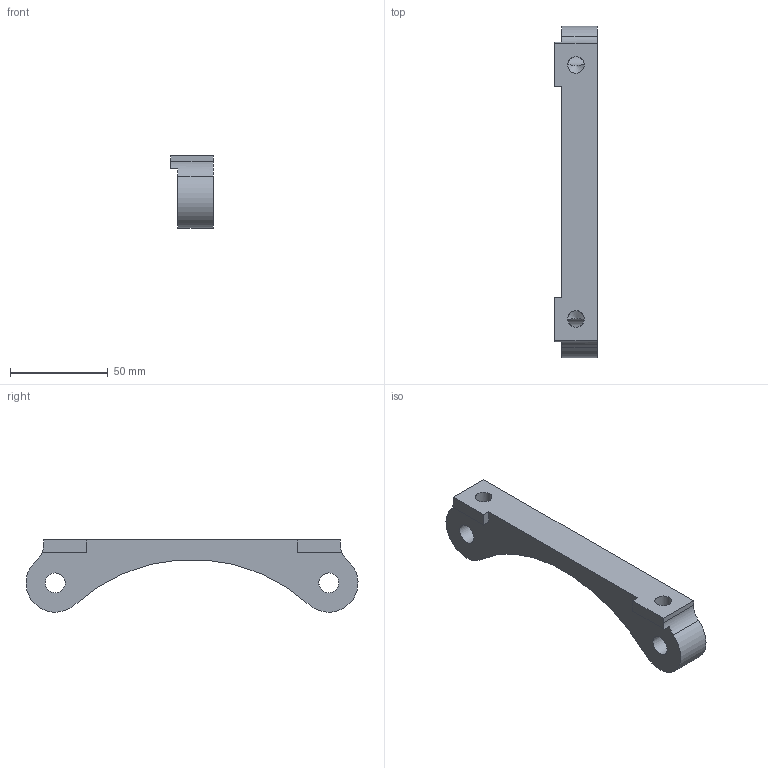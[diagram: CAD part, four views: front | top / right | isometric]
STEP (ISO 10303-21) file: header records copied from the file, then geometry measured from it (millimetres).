
FILE_DESCRIPTION((''),'1');
FILE_NAME('SUPPORT ETRIER CP5040.stp', '2022-01-03T11:12:05',(''), (''), 'KCM Version 1.1.2450.0', 'KeyCreator', '');
FILE_SCHEMA(('AUTOMOTIVE_DESIGN'));
Length unit declared in the file: millimetre
Bounding box: 22 x 169.98 x 36.97 mm (x, y, z)
Volume: 61600.2 mm3; surface area: 16682.8 mm2
Topology: 1 solids, 1 shells, 22 faces, 90 edges, 90 vertices
Faces by surface type: plane 11, cylinder 9, cone 2
Full cylindrical faces by diameter (mm): 8.5 x2, 10.2 x2
Entity records: 1154 total; most frequent: CARTESIAN_POINT 288, DIRECTION 152, ORIENTED_EDGE 132, EDGE_CURVE 66, AXIS2_PLACEMENT_3D 51, VECTOR 50, LINE 50, VERTEX_POINT 46
